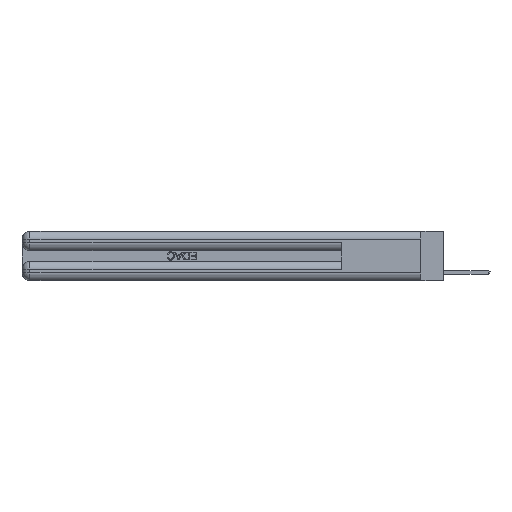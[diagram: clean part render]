
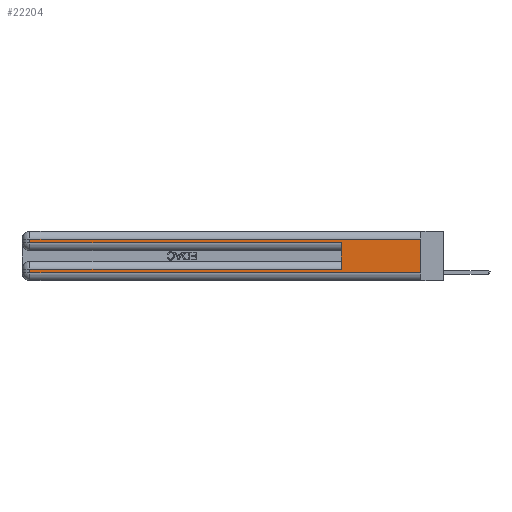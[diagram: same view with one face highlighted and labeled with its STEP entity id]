
A CAD part, left-side view. The second image highlights one B-rep face of the part: STEP entity #22204.
In plain terms, the highlighted planar face has unit normal (-1, 0, 0).
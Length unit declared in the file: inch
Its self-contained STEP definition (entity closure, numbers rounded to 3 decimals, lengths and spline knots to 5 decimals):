
#1374 = ORIENTED_EDGE ( 'NONE', *, *, #7636, .T. ) ;
#1477 = EDGE_LOOP ( 'NONE', ( #10165, #25610, #27304, #17649, #10967, #27655, #22663, #1374 ) ) ;
#1901 = CARTESIAN_POINT ( 'NONE',  ( 0., 0., 0.37 ) ) ;
#1949 = VECTOR ( 'NONE', #16711, 39.37008 ) ;
#2164 = DIRECTION ( 'NONE',  ( 0., 0., -1. ) ) ;
#2228 = CARTESIAN_POINT ( 'NONE',  ( 0., 0.6, 0.145 ) ) ;
#2421 = LINE ( 'NONE', #13601, #22600 ) ;
#2755 = DIRECTION ( 'NONE',  ( 0., 1., 0. ) ) ;
#3228 = DIRECTION ( 'NONE',  ( 0., 0., -1. ) ) ;
#3367 = DIRECTION ( 'NONE',  ( 0., -1., 0. ) ) ;
#3412 = VECTOR ( 'NONE', #5038, 39.37008 ) ;
#3779 = VECTOR ( 'NONE', #2755, 39.37008 ) ;
#4102 = CARTESIAN_POINT ( 'NONE',  ( 0., 2.94, 0.06 ) ) ;
#4387 = LINE ( 'NONE', #2228, #1949 ) ;
#4457 = VERTEX_POINT ( 'NONE', #21793 ) ;
#4459 = LINE ( 'NONE', #27522, #13357 ) ;
#5038 = DIRECTION ( 'NONE',  ( 0., 0., -1. ) ) ;
#7339 = EDGE_CURVE ( 'NONE', #22444, #25423, #4387, .T. ) ;
#7528 = VECTOR ( 'NONE', #3228, 39.37008 ) ;
#7636 = EDGE_CURVE ( 'NONE', #23114, #10502, #4459, .T. ) ;
#7941 = VERTEX_POINT ( 'NONE', #21997 ) ;
#8120 = EDGE_CURVE ( 'NONE', #22444, #7941, #2421, .T. ) ;
#8853 = VERTEX_POINT ( 'NONE', #14519 ) ;
#9043 = VECTOR ( 'NONE', #3367, 39.37008 ) ;
#9098 = CARTESIAN_POINT ( 'NONE',  ( 0., 0., 0.06 ) ) ;
#9359 = DIRECTION ( 'NONE',  ( 0., 1., 0. ) ) ;
#9991 = EDGE_CURVE ( 'NONE', #4457, #10502, #13597, .T. ) ;
#10165 = ORIENTED_EDGE ( 'NONE', *, *, #9991, .F. ) ;
#10502 = VERTEX_POINT ( 'NONE', #9098 ) ;
#10967 = ORIENTED_EDGE ( 'NONE', *, *, #7339, .F. ) ;
#11079 = VERTEX_POINT ( 'NONE', #12785 ) ;
#11296 = DIRECTION ( 'NONE',  ( 0., 0., -1. ) ) ;
#12567 = EDGE_CURVE ( 'NONE', #4457, #8853, #16786, .T. ) ;
#12785 = CARTESIAN_POINT ( 'NONE',  ( 0., 2.94, 0.285 ) ) ;
#13357 = VECTOR ( 'NONE', #20937, 39.37008 ) ;
#13597 = LINE ( 'NONE', #1901, #24077 ) ;
#13601 = CARTESIAN_POINT ( 'NONE',  ( 0., 0., 0.085 ) ) ;
#14341 = CARTESIAN_POINT ( 'NONE',  ( 0., 0.6, 0.085 ) ) ;
#14519 = CARTESIAN_POINT ( 'NONE',  ( 0., 2.94, 0.31 ) ) ;
#14952 = CARTESIAN_POINT ( 'NONE',  ( 0., 2.94, 0.37 ) ) ;
#15352 = EDGE_CURVE ( 'NONE', #7941, #23114, #17032, .T. ) ;
#16591 = CARTESIAN_POINT ( 'NONE',  ( 0., 2.94, 0.37 ) ) ;
#16711 = DIRECTION ( 'NONE',  ( 0., 0., 1. ) ) ;
#16786 = LINE ( 'NONE', #23392, #3779 ) ;
#17032 = LINE ( 'NONE', #16591, #3412 ) ;
#17649 = ORIENTED_EDGE ( 'NONE', *, *, #22456, .T. ) ;
#18387 = AXIS2_PLACEMENT_3D ( 'NONE', #18802, #20958, #2164 ) ;
#18496 = FACE_OUTER_BOUND ( 'NONE', #1477, .T. ) ;
#18802 = CARTESIAN_POINT ( 'NONE',  ( 0., 0., 0.37 ) ) ;
#20937 = DIRECTION ( 'NONE',  ( 0., -1., 0. ) ) ;
#20958 = DIRECTION ( 'NONE',  ( 1., 0., 0. ) ) ;
#21422 = LINE ( 'NONE', #29660, #9043 ) ;
#21793 = CARTESIAN_POINT ( 'NONE',  ( 0., 0., 0.31 ) ) ;
#21997 = CARTESIAN_POINT ( 'NONE',  ( 0., 2.94, 0.085 ) ) ;
#22204 = ADVANCED_FACE ( 'NONE', ( #18496 ), #25855, .F. ) ;
#22444 = VERTEX_POINT ( 'NONE', #14341 ) ;
#22456 = EDGE_CURVE ( 'NONE', #11079, #25423, #21422, .T. ) ;
#22600 = VECTOR ( 'NONE', #9359, 39.37008 ) ;
#22663 = ORIENTED_EDGE ( 'NONE', *, *, #15352, .T. ) ;
#22918 = CARTESIAN_POINT ( 'NONE',  ( 0., 0.6, 0.285 ) ) ;
#23114 = VERTEX_POINT ( 'NONE', #4102 ) ;
#23392 = CARTESIAN_POINT ( 'NONE',  ( 0., 0., 0.31 ) ) ;
#24077 = VECTOR ( 'NONE', #11296, 39.37008 ) ;
#24775 = LINE ( 'NONE', #14952, #7528 ) ;
#25423 = VERTEX_POINT ( 'NONE', #22918 ) ;
#25610 = ORIENTED_EDGE ( 'NONE', *, *, #12567, .T. ) ;
#25855 = PLANE ( 'NONE',  #18387 ) ;
#27304 = ORIENTED_EDGE ( 'NONE', *, *, #28109, .T. ) ;
#27522 = CARTESIAN_POINT ( 'NONE',  ( 0., 0., 0.06 ) ) ;
#27655 = ORIENTED_EDGE ( 'NONE', *, *, #8120, .T. ) ;
#28109 = EDGE_CURVE ( 'NONE', #8853, #11079, #24775, .T. ) ;
#29660 = CARTESIAN_POINT ( 'NONE',  ( 0., 0., 0.285 ) ) ;
